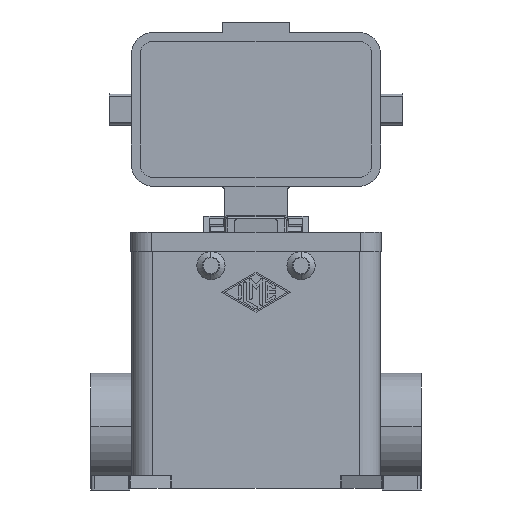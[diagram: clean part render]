
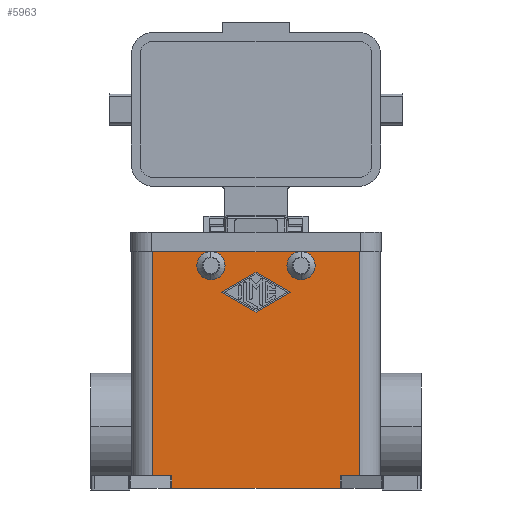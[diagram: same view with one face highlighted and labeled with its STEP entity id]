
A CAD part, front view. The second image highlights one B-rep face of the part: STEP entity #5963.
In plain terms, the highlighted planar face has unit normal (0, -1, 0).
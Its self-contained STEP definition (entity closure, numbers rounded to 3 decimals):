
#3135=CARTESIAN_POINT('',(12.75,-21.75,23.5));
#3136=VERTEX_POINT('',#3135);
#3143=CARTESIAN_POINT('',(12.75,-21.75,15.5));
#3144=VERTEX_POINT('',#3143);
#3145=CARTESIAN_POINT('',(12.75,-21.75,19.5));
#3146=DIRECTION('',(0.0,1.0,0.0));
#3147=DIRECTION('',(0.0,0.0,1.0));
#3148=AXIS2_PLACEMENT_3D('',#3145,#3146,#3147);
#3149=CIRCLE('',#3148,4.);
#3150=EDGE_CURVE('',#3144,#3136,#3149,.T.);
#3536=CARTESIAN_POINT('',(-12.75,-21.75,23.5));
#3537=VERTEX_POINT('',#3536);
#3544=CARTESIAN_POINT('',(-12.75,-21.75,15.5));
#3545=VERTEX_POINT('',#3544);
#3546=CARTESIAN_POINT('',(-12.75,-21.75,19.5));
#3547=DIRECTION('',(0.0,1.0,0.0));
#3548=DIRECTION('',(0.0,0.0,1.0));
#3549=AXIS2_PLACEMENT_3D('',#3546,#3547,#3548);
#3550=CIRCLE('',#3549,4.);
#3551=EDGE_CURVE('',#3545,#3537,#3550,.T.);
#5140=CARTESIAN_POINT('',(29.25,-21.75,-40.));
#5141=VERTEX_POINT('',#5140);
#5149=CARTESIAN_POINT('',(23.791,-21.75,-40.0));
#5150=VERTEX_POINT('',#5149);
#5151=CARTESIAN_POINT('',(23.791,-21.75,-40.0));
#5152=DIRECTION('',(1.0,0.0,0.0));
#5153=VECTOR('',#5152,5.459);
#5154=LINE('',#5151,#5153);
#5155=EDGE_CURVE('',#5150,#5141,#5154,.T.);
#5828=CARTESIAN_POINT('',(23.791,-21.75,-43.5));
#5829=VERTEX_POINT('',#5828);
#5830=CARTESIAN_POINT('',(23.791,-21.75,-40.0));
#5831=DIRECTION('',(0.0,0.0,-1.0));
#5832=VECTOR('',#5831,3.5);
#5833=LINE('',#5830,#5832);
#5834=EDGE_CURVE('',#5150,#5829,#5833,.T.);
#5846=CARTESIAN_POINT('',(29.25,-21.75,1.5));
#5847=DIRECTION('',(0.0,-1.0,0.0));
#5848=DIRECTION('',(0.0,0.0,-1.0));
#5849=AXIS2_PLACEMENT_3D('',#5846,#5847,#5848);
#5850=PLANE('',#5849);
#5851=ORIENTED_EDGE('',*,*,#5834,.F.);
#5852=ORIENTED_EDGE('',*,*,#5155,.T.);
#5853=CARTESIAN_POINT('',(29.25,-21.75,23.5));
#5854=VERTEX_POINT('',#5853);
#5855=CARTESIAN_POINT('',(29.25,-21.75,23.5));
#5856=DIRECTION('',(0.0,0.0,-1.0));
#5857=VECTOR('',#5856,63.5);
#5858=LINE('',#5855,#5857);
#5859=EDGE_CURVE('',#5854,#5141,#5858,.T.);
#5860=ORIENTED_EDGE('',*,*,#5859,.F.);
#5861=CARTESIAN_POINT('',(29.25,-21.75,23.5));
#5862=DIRECTION('',(-1.0,0.0,0.0));
#5863=VECTOR('',#5862,16.5);
#5864=LINE('',#5861,#5863);
#5865=EDGE_CURVE('',#5854,#3136,#5864,.T.);
#5866=ORIENTED_EDGE('',*,*,#5865,.T.);
#5867=CARTESIAN_POINT('',(12.75,-21.75,19.5));
#5868=DIRECTION('',(0.0,1.0,0.0));
#5869=DIRECTION('',(0.0,0.0,1.0));
#5870=AXIS2_PLACEMENT_3D('',#5867,#5868,#5869);
#5871=CIRCLE('',#5870,4.);
#5872=EDGE_CURVE('',#3136,#3144,#5871,.T.);
#5873=ORIENTED_EDGE('',*,*,#5872,.T.);
#5874=ORIENTED_EDGE('',*,*,#3150,.T.);
#5875=CARTESIAN_POINT('',(12.75,-21.75,23.5));
#5876=DIRECTION('',(-1.0,0.0,0.0));
#5877=VECTOR('',#5876,25.5);
#5878=LINE('',#5875,#5877);
#5879=EDGE_CURVE('',#3136,#3537,#5878,.T.);
#5880=ORIENTED_EDGE('',*,*,#5879,.T.);
#5881=CARTESIAN_POINT('',(-12.75,-21.75,19.5));
#5882=DIRECTION('',(0.0,1.0,0.0));
#5883=DIRECTION('',(0.0,0.0,1.0));
#5884=AXIS2_PLACEMENT_3D('',#5881,#5882,#5883);
#5885=CIRCLE('',#5884,4.);
#5886=EDGE_CURVE('',#3537,#3545,#5885,.T.);
#5887=ORIENTED_EDGE('',*,*,#5886,.T.);
#5888=ORIENTED_EDGE('',*,*,#3551,.T.);
#5889=CARTESIAN_POINT('',(-29.25,-21.75,23.5));
#5890=VERTEX_POINT('',#5889);
#5891=CARTESIAN_POINT('',(-12.75,-21.75,23.5));
#5892=DIRECTION('',(-1.0,0.0,0.0));
#5893=VECTOR('',#5892,16.5);
#5894=LINE('',#5891,#5893);
#5895=EDGE_CURVE('',#3537,#5890,#5894,.T.);
#5896=ORIENTED_EDGE('',*,*,#5895,.T.);
#5897=CARTESIAN_POINT('',(-29.25,-21.75,-40.));
#5898=VERTEX_POINT('',#5897);
#5899=CARTESIAN_POINT('',(-29.25,-21.75,23.5));
#5900=DIRECTION('',(0.0,0.0,-1.0));
#5901=VECTOR('',#5900,63.5);
#5902=LINE('',#5899,#5901);
#5903=EDGE_CURVE('',#5890,#5898,#5902,.T.);
#5904=ORIENTED_EDGE('',*,*,#5903,.T.);
#5905=CARTESIAN_POINT('',(-23.791,-21.75,-40.0));
#5906=VERTEX_POINT('',#5905);
#5907=CARTESIAN_POINT('',(-29.25,-21.75,-40.));
#5908=DIRECTION('',(1.0,0.0,0.0));
#5909=VECTOR('',#5908,5.459);
#5910=LINE('',#5907,#5909);
#5911=EDGE_CURVE('',#5898,#5906,#5910,.T.);
#5912=ORIENTED_EDGE('',*,*,#5911,.T.);
#5913=CARTESIAN_POINT('',(-23.791,-21.75,-43.5));
#5914=VERTEX_POINT('',#5913);
#5915=CARTESIAN_POINT('',(-23.791,-21.75,-43.5));
#5916=DIRECTION('',(0.0,0.0,1.0));
#5917=VECTOR('',#5916,3.5);
#5918=LINE('',#5915,#5917);
#5919=EDGE_CURVE('',#5914,#5906,#5918,.T.);
#5920=ORIENTED_EDGE('',*,*,#5919,.F.);
#5921=CARTESIAN_POINT('',(23.791,-21.75,-43.5));
#5922=DIRECTION('',(-1.0,0.0,0.0));
#5923=VECTOR('',#5922,47.581);
#5924=LINE('',#5921,#5923);
#5925=EDGE_CURVE('',#5829,#5914,#5924,.T.);
#5926=ORIENTED_EDGE('',*,*,#5925,.F.);
#5927=EDGE_LOOP('',(#5851,#5852,#5860,#5866,#5873,#5874,#5880,#5887,#5888,#5896,#5904,#5912,#5920,#5926));
#5928=FACE_OUTER_BOUND('',#5927,.T.);
#5929=CARTESIAN_POINT('',(0.,-21.75,6.375));
#5930=VERTEX_POINT('',#5929);
#5931=CARTESIAN_POINT('',(-9.75,-21.75,12.));
#5932=VERTEX_POINT('',#5931);
#5933=CARTESIAN_POINT('',(0.,-21.75,6.375));
#5934=DIRECTION('',(-0.866,0.0,0.5));
#5935=VECTOR('',#5934,11.256);
#5936=LINE('',#5933,#5935);
#5937=EDGE_CURVE('',#5930,#5932,#5936,.T.);
#5938=ORIENTED_EDGE('',*,*,#5937,.T.);
#5939=CARTESIAN_POINT('',(0.,-21.75,17.625));
#5940=VERTEX_POINT('',#5939);
#5941=CARTESIAN_POINT('',(-9.75,-21.75,12.));
#5942=DIRECTION('',(0.866,0.0,0.5));
#5943=VECTOR('',#5942,11.256);
#5944=LINE('',#5941,#5943);
#5945=EDGE_CURVE('',#5932,#5940,#5944,.T.);
#5946=ORIENTED_EDGE('',*,*,#5945,.T.);
#5947=CARTESIAN_POINT('',(9.75,-21.75,12.0));
#5948=VERTEX_POINT('',#5947);
#5949=CARTESIAN_POINT('',(0.,-21.75,17.625));
#5950=DIRECTION('',(0.866,0.0,-0.5));
#5951=VECTOR('',#5950,11.256);
#5952=LINE('',#5949,#5951);
#5953=EDGE_CURVE('',#5940,#5948,#5952,.T.);
#5954=ORIENTED_EDGE('',*,*,#5953,.T.);
#5955=CARTESIAN_POINT('',(9.75,-21.75,12.0));
#5956=DIRECTION('',(-0.866,0.0,-0.5));
#5957=VECTOR('',#5956,11.256);
#5958=LINE('',#5955,#5957);
#5959=EDGE_CURVE('',#5948,#5930,#5958,.T.);
#5960=ORIENTED_EDGE('',*,*,#5959,.T.);
#5961=EDGE_LOOP('',(#5938,#5946,#5954,#5960));
#5962=FACE_BOUND('',#5961,.T.);
#5963=ADVANCED_FACE('',(#5928,#5962),#5850,.T.);
